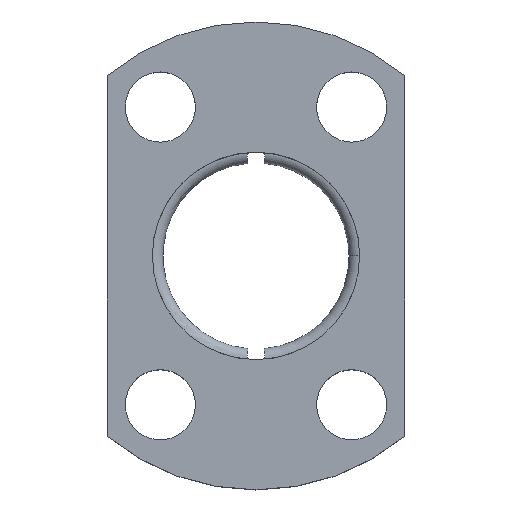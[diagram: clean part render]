
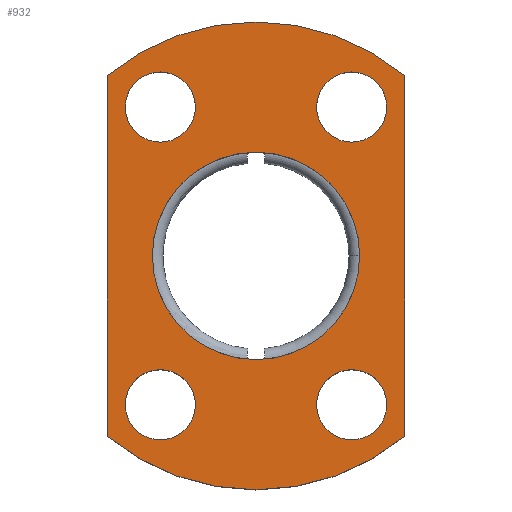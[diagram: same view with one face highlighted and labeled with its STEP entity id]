
A CAD part, top view. The second image highlights one B-rep face of the part: STEP entity #932.
In plain terms, the highlighted planar face has unit normal (0, 0, 1).
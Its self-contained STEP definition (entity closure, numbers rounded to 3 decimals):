
#21 = CARTESIAN_POINT ( 'NONE',  ( 0., 0., 0. ) ) ;
#29 = ORIENTED_EDGE ( 'NONE', *, *, #1414, .T. ) ;
#30 = DIRECTION ( 'NONE',  ( -1., 0., 0. ) ) ;
#32 = VERTEX_POINT ( 'NONE', #152 ) ;
#46 = FACE_BOUND ( 'NONE', #1172, .T. ) ;
#50 = CARTESIAN_POINT ( 'NONE',  ( 9.75, 0., 0. ) ) ;
#51 = AXIS2_PLACEMENT_3D ( 'NONE', #1572, #802, #30 ) ;
#54 = ORIENTED_EDGE ( 'NONE', *, *, #894, .T. ) ;
#58 = ORIENTED_EDGE ( 'NONE', *, *, #153, .T. ) ;
#69 = EDGE_CURVE ( 'NONE', #32, #940, #1213, .T. ) ;
#76 = CARTESIAN_POINT ( 'NONE',  ( 14., 16.971, 0. ) ) ;
#89 = CARTESIAN_POINT ( 'NONE',  ( -5.7, 14., 0. ) ) ;
#96 = CARTESIAN_POINT ( 'NONE',  ( 14., -16.971, 0. ) ) ;
#116 = DIRECTION ( 'NONE',  ( 0., 0., -1. ) ) ;
#118 = DIRECTION ( 'NONE',  ( -1., 0., 0. ) ) ;
#124 = LINE ( 'NONE', #1223, #1453 ) ;
#126 = CIRCLE ( 'NONE', #1107, 3.3 ) ;
#142 = CARTESIAN_POINT ( 'NONE',  ( -9., 14., 0. ) ) ;
#151 = DIRECTION ( 'NONE',  ( 1., 0., 0. ) ) ;
#152 = CARTESIAN_POINT ( 'NONE',  ( -14., -16.971, 0. ) ) ;
#153 = EDGE_CURVE ( 'NONE', #1323, #1150, #286, .T. ) ;
#166 = CIRCLE ( 'NONE', #1398, 3.3 ) ;
#194 = CARTESIAN_POINT ( 'NONE',  ( 12.3, 14., 0. ) ) ;
#197 = CARTESIAN_POINT ( 'NONE',  ( -5.7, -14., 0. ) ) ;
#224 = DIRECTION ( 'NONE',  ( -1., 0., 0. ) ) ;
#265 = DIRECTION ( 'NONE',  ( -1., 0., 0. ) ) ;
#280 = EDGE_CURVE ( 'NONE', #645, #828, #126, .T. ) ;
#286 = CIRCLE ( 'NONE', #1662, 3.3 ) ;
#288 = DIRECTION ( 'NONE',  ( 0., 0., -1. ) ) ;
#298 = ORIENTED_EDGE ( 'NONE', *, *, #1028, .T. ) ;
#302 = CARTESIAN_POINT ( 'NONE',  ( 12.3, -14., 0. ) ) ;
#305 = DIRECTION ( 'NONE',  ( 0., 0., 1. ) ) ;
#306 = FACE_OUTER_BOUND ( 'NONE', #1444, .T. ) ;
#322 = CARTESIAN_POINT ( 'NONE',  ( 9., -14., 0. ) ) ;
#324 = CARTESIAN_POINT ( 'NONE',  ( -12.3, 14., 0. ) ) ;
#350 = EDGE_CURVE ( 'NONE', #1053, #1650, #1413, .T. ) ;
#362 = EDGE_LOOP ( 'NONE', ( #29, #58 ) ) ;
#383 = CIRCLE ( 'NONE', #612, 9.75 ) ;
#400 = EDGE_CURVE ( 'NONE', #32, #1538, #1339, .T. ) ;
#413 = AXIS2_PLACEMENT_3D ( 'NONE', #727, #1628, #856 ) ;
#423 = CARTESIAN_POINT ( 'NONE',  ( -14., 0., 0. ) ) ;
#454 = DIRECTION ( 'NONE',  ( -1., 0., 0. ) ) ;
#455 = CARTESIAN_POINT ( 'NONE',  ( 9., 14., 0. ) ) ;
#456 = VERTEX_POINT ( 'NONE', #50 ) ;
#463 = CARTESIAN_POINT ( 'NONE',  ( 5.7, 14., 0. ) ) ;
#475 = ORIENTED_EDGE ( 'NONE', *, *, #1251, .T. ) ;
#483 = ORIENTED_EDGE ( 'NONE', *, *, #836, .F. ) ;
#484 = DIRECTION ( 'NONE',  ( 0., 0., 1. ) ) ;
#572 = CARTESIAN_POINT ( 'NONE',  ( -9.75, 0., 0. ) ) ;
#575 = VERTEX_POINT ( 'NONE', #76 ) ;
#580 = VERTEX_POINT ( 'NONE', #463 ) ;
#589 = DIRECTION ( 'NONE',  ( -1., 0., 0. ) ) ;
#599 = EDGE_LOOP ( 'NONE', ( #639, #1222 ) ) ;
#612 = AXIS2_PLACEMENT_3D ( 'NONE', #1468, #695, #1598 ) ;
#638 = CARTESIAN_POINT ( 'NONE',  ( -12.3, -14., 0. ) ) ;
#639 = ORIENTED_EDGE ( 'NONE', *, *, #1552, .F. ) ;
#645 = VERTEX_POINT ( 'NONE', #89 ) ;
#648 = FACE_BOUND ( 'NONE', #599, .T. ) ;
#651 = VECTOR ( 'NONE', #1190, 1000. ) ;
#695 = DIRECTION ( 'NONE',  ( 0., 0., 1. ) ) ;
#727 = CARTESIAN_POINT ( 'NONE',  ( -9., -14., 0. ) ) ;
#734 = FACE_BOUND ( 'NONE', #362, .T. ) ;
#735 = CARTESIAN_POINT ( 'NONE',  ( -9.75, 0., 0. ) ) ;
#739 = PLANE ( 'NONE',  #1099 ) ;
#780 = ORIENTED_EDGE ( 'NONE', *, *, #69, .T. ) ;
#799 = ORIENTED_EDGE ( 'NONE', *, *, #1446, .T. ) ;
#802 = DIRECTION ( 'NONE',  ( 0., 0., -1. ) ) ;
#814 = CIRCLE ( 'NONE', #413, 3.3 ) ;
#817 = EDGE_CURVE ( 'NONE', #580, #1419, #166, .T. ) ;
#828 = VERTEX_POINT ( 'NONE', #324 ) ;
#836 = EDGE_CURVE ( 'NONE', #575, #940, #124, .T. ) ;
#839 = AXIS2_PLACEMENT_3D ( 'NONE', #1071, #305, #1200 ) ;
#856 = DIRECTION ( 'NONE',  ( -1., 0., 0. ) ) ;
#882 = CARTESIAN_POINT ( 'NONE',  ( 9., -14., 0. ) ) ;
#883 = DIRECTION ( 'NONE',  ( 0., 0., -1. ) ) ;
#894 = EDGE_CURVE ( 'NONE', #1650, #1053, #814, .T. ) ;
#922 = DIRECTION ( 'NONE',  ( 0., 0., 1. ) ) ;
#932 = ADVANCED_FACE ( 'NONE', ( #46, #734, #1337, #987, #648, #306 ), #739, .F. ) ;
#940 = VERTEX_POINT ( 'NONE', #96 ) ;
#943 = CIRCLE ( 'NONE', #1553, 22. ) ;
#955 = ORIENTED_EDGE ( 'NONE', *, *, #280, .T. ) ;
#973 = AXIS2_PLACEMENT_3D ( 'NONE', #1249, #484, #1382 ) ;
#987 = FACE_BOUND ( 'NONE', #1280, .T. ) ;
#992 = DIRECTION ( 'NONE',  ( 0., 0., -1. ) ) ;
#1010 = DIRECTION ( 'NONE',  ( -1., 0., 0. ) ) ;
#1028 = EDGE_CURVE ( 'NONE', #828, #645, #1207, .T. ) ;
#1036 = DIRECTION ( 'NONE',  ( 0., 0., -1. ) ) ;
#1053 = VERTEX_POINT ( 'NONE', #638 ) ;
#1056 = ORIENTED_EDGE ( 'NONE', *, *, #350, .T. ) ;
#1058 = CARTESIAN_POINT ( 'NONE',  ( 9., 14., 0. ) ) ;
#1071 = CARTESIAN_POINT ( 'NONE',  ( 0., 0., 0. ) ) ;
#1099 = AXIS2_PLACEMENT_3D ( 'NONE', #735, #992, #224 ) ;
#1107 = AXIS2_PLACEMENT_3D ( 'NONE', #142, #1036, #265 ) ;
#1119 = AXIS2_PLACEMENT_3D ( 'NONE', #322, #1221, #454 ) ;
#1133 = ORIENTED_EDGE ( 'NONE', *, *, #817, .T. ) ;
#1150 = VERTEX_POINT ( 'NONE', #1546 ) ;
#1172 = EDGE_LOOP ( 'NONE', ( #1133, #475 ) ) ;
#1184 = DIRECTION ( 'NONE',  ( -1., 0., 0. ) ) ;
#1185 = CIRCLE ( 'NONE', #1593, 3.3 ) ;
#1190 = DIRECTION ( 'NONE',  ( 0., 1., 0. ) ) ;
#1200 = DIRECTION ( 'NONE',  ( 1., 0., 0. ) ) ;
#1207 = CIRCLE ( 'NONE', #1625, 3.3 ) ;
#1213 = CIRCLE ( 'NONE', #973, 22. ) ;
#1221 = DIRECTION ( 'NONE',  ( 0., 0., -1. ) ) ;
#1222 = ORIENTED_EDGE ( 'NONE', *, *, #1332, .F. ) ;
#1223 = CARTESIAN_POINT ( 'NONE',  ( 14., 0., 0. ) ) ;
#1249 = CARTESIAN_POINT ( 'NONE',  ( 0., 0., 0. ) ) ;
#1251 = EDGE_CURVE ( 'NONE', #1419, #580, #1185, .T. ) ;
#1280 = EDGE_LOOP ( 'NONE', ( #298, #955 ) ) ;
#1323 = VERTEX_POINT ( 'NONE', #302 ) ;
#1332 = EDGE_CURVE ( 'NONE', #1387, #456, #383, .T. ) ;
#1335 = CIRCLE ( 'NONE', #1119, 3.3 ) ;
#1337 = FACE_BOUND ( 'NONE', #1508, .T. ) ;
#1339 = LINE ( 'NONE', #423, #651 ) ;
#1361 = DIRECTION ( 'NONE',  ( 0., 0., -1. ) ) ;
#1382 = DIRECTION ( 'NONE',  ( 1., 0., 0. ) ) ;
#1387 = VERTEX_POINT ( 'NONE', #572 ) ;
#1398 = AXIS2_PLACEMENT_3D ( 'NONE', #455, #1361, #589 ) ;
#1413 = CIRCLE ( 'NONE', #51, 3.3 ) ;
#1414 = EDGE_CURVE ( 'NONE', #1150, #1323, #1335, .T. ) ;
#1419 = VERTEX_POINT ( 'NONE', #194 ) ;
#1444 = EDGE_LOOP ( 'NONE', ( #1541, #780, #483, #799 ) ) ;
#1446 = EDGE_CURVE ( 'NONE', #575, #1538, #943, .T. ) ;
#1451 = CARTESIAN_POINT ( 'NONE',  ( -14., 16.971, 0. ) ) ;
#1453 = VECTOR ( 'NONE', #1617, 1000. ) ;
#1468 = CARTESIAN_POINT ( 'NONE',  ( 0., 0., 0. ) ) ;
#1475 = CIRCLE ( 'NONE', #839, 9.75 ) ;
#1508 = EDGE_LOOP ( 'NONE', ( #1056, #54 ) ) ;
#1538 = VERTEX_POINT ( 'NONE', #1451 ) ;
#1541 = ORIENTED_EDGE ( 'NONE', *, *, #400, .F. ) ;
#1546 = CARTESIAN_POINT ( 'NONE',  ( 5.7, -14., 0. ) ) ;
#1552 = EDGE_CURVE ( 'NONE', #456, #1387, #1475, .T. ) ;
#1553 = AXIS2_PLACEMENT_3D ( 'NONE', #21, #922, #151 ) ;
#1572 = CARTESIAN_POINT ( 'NONE',  ( -9., -14., 0. ) ) ;
#1593 = AXIS2_PLACEMENT_3D ( 'NONE', #1058, #288, #1184 ) ;
#1598 = DIRECTION ( 'NONE',  ( 1., 0., 0. ) ) ;
#1617 = DIRECTION ( 'NONE',  ( 0., -1., 0. ) ) ;
#1625 = AXIS2_PLACEMENT_3D ( 'NONE', #1657, #883, #118 ) ;
#1628 = DIRECTION ( 'NONE',  ( 0., 0., -1. ) ) ;
#1650 = VERTEX_POINT ( 'NONE', #197 ) ;
#1657 = CARTESIAN_POINT ( 'NONE',  ( -9., 14., 0. ) ) ;
#1662 = AXIS2_PLACEMENT_3D ( 'NONE', #882, #116, #1010 ) ;
